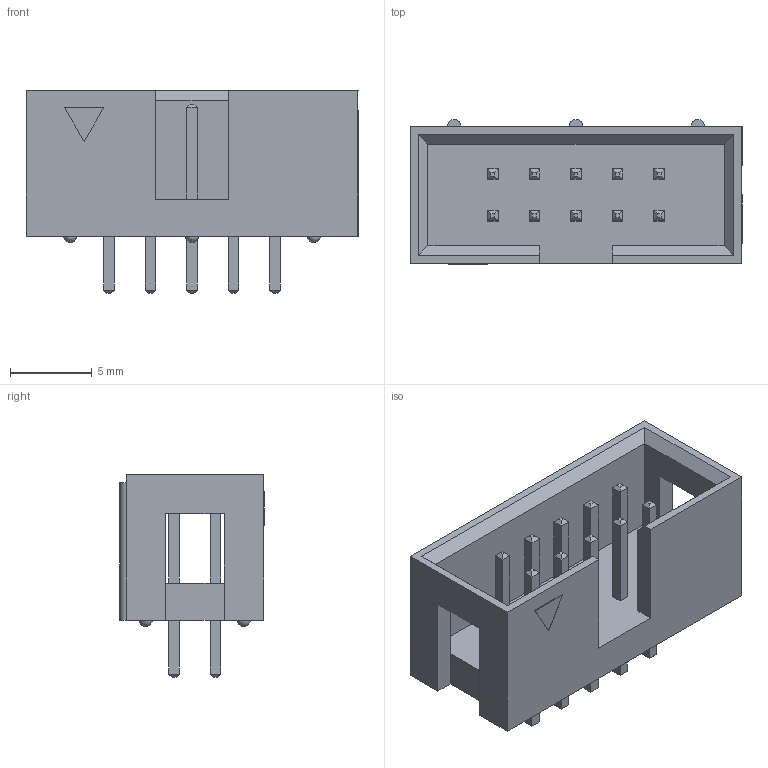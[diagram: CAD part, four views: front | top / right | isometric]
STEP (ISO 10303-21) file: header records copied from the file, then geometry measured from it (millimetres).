
FILE_DESCRIPTION (( 'STEP AP214' ), '1' );
FILE_NAME ('User Library-IDC Socket Male 10pin Straight THT Goldplated 2.54mm.STEP', '2015-02-16T15:44:03', ( 'Windows User' ), ( '' ), 'SwSTEP 2.0', 'SolidWorks 2015', '' );
FILE_SCHEMA (( 'AUTOMOTIVE_DESIGN' ));
Length unit declared in the file: millimetre
Products named in the file (1): User Library-IDC Socket Male 10pin Straight THT Goldplated 2.54mm
Bounding box: 20.3 x 8.85 x 12.4 mm (x, y, z)
Surface area: 1341.9 mm2 (no closed solid volume)
Topology: 0 solids, 11 shells, 237 faces, 592 edges, 372 vertices
Faces by surface type: plane 226, bspline 6, cylinder 5
Entity records: 9426 total; most frequent: CARTESIAN_POINT 1280, ORIENTED_EDGE 1096, DIRECTION 1066, EDGE_CURVE 580, LINE 558, VECTOR 558, VERTEX_POINT 372, EDGE_LOOP 264
